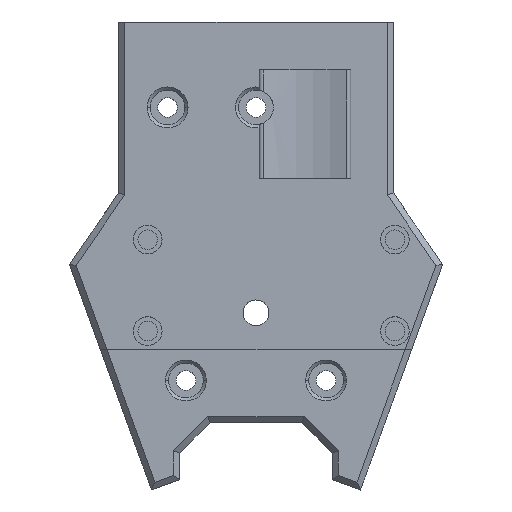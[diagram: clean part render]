
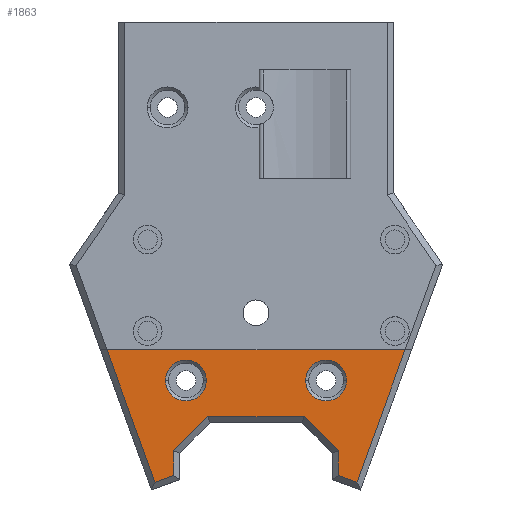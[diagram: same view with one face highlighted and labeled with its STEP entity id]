
A CAD part, top view. The second image highlights one B-rep face of the part: STEP entity #1863.
In plain terms, the highlighted planar face has unit normal (0, 0, 1).
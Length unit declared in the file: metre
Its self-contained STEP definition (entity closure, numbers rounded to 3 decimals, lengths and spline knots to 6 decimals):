
#64=PLANE('',#2072);
#166=LINE('',#3039,#328);
#169=LINE('',#3045,#331);
#172=LINE('',#3051,#334);
#175=LINE('',#3057,#337);
#177=LINE('',#3062,#339);
#182=LINE('',#3072,#344);
#185=LINE('',#3078,#347);
#188=LINE('',#3084,#350);
#189=LINE('',#3086,#351);
#204=LINE('',#3125,#366);
#328=VECTOR('',#2446,1.);
#331=VECTOR('',#2451,1.);
#334=VECTOR('',#2456,1.);
#337=VECTOR('',#2461,1.);
#339=VECTOR('',#2465,1.);
#344=VECTOR('',#2472,1.);
#347=VECTOR('',#2477,1.);
#350=VECTOR('',#2482,1.);
#351=VECTOR('',#2485,1.);
#366=VECTOR('',#2532,1.);
#787=ORIENTED_EDGE('',*,*,#1181,.F.);
#788=ORIENTED_EDGE('',*,*,#971,.F.);
#789=ORIENTED_EDGE('',*,*,#1097,.T.);
#790=ORIENTED_EDGE('',*,*,#1120,.T.);
#791=ORIENTED_EDGE('',*,*,#1119,.T.);
#792=ORIENTED_EDGE('',*,*,#1116,.T.);
#793=ORIENTED_EDGE('',*,*,#1113,.T.);
#794=ORIENTED_EDGE('',*,*,#1108,.T.);
#795=ORIENTED_EDGE('',*,*,#1143,.F.);
#796=ORIENTED_EDGE('',*,*,#1106,.T.);
#797=ORIENTED_EDGE('',*,*,#1103,.T.);
#798=ORIENTED_EDGE('',*,*,#1100,.T.);
#799=ORIENTED_EDGE('',*,*,#1182,.F.);
#800=ORIENTED_EDGE('',*,*,#967,.F.);
#967=EDGE_CURVE('',#1232,#1233,#1387,.T.);
#971=EDGE_CURVE('',#1236,#1237,#1389,.T.);
#1097=EDGE_CURVE('',#1327,#1329,#166,.T.);
#1100=EDGE_CURVE('',#1330,#1327,#169,.T.);
#1103=EDGE_CURVE('',#1333,#1330,#172,.T.);
#1106=EDGE_CURVE('',#1334,#1333,#175,.T.);
#1108=EDGE_CURVE('',#1338,#1337,#177,.T.);
#1113=EDGE_CURVE('',#1341,#1338,#182,.T.);
#1116=EDGE_CURVE('',#1343,#1341,#185,.T.);
#1119=EDGE_CURVE('',#1344,#1343,#188,.T.);
#1120=EDGE_CURVE('',#1329,#1344,#189,.T.);
#1143=EDGE_CURVE('',#1334,#1337,#204,.T.);
#1181=EDGE_CURVE('',#1237,#1236,#1459,.T.);
#1182=EDGE_CURVE('',#1233,#1232,#1460,.T.);
#1232=VERTEX_POINT('',#2763);
#1233=VERTEX_POINT('',#2765);
#1236=VERTEX_POINT('',#2772);
#1237=VERTEX_POINT('',#2774);
#1327=VERTEX_POINT('',#3034);
#1329=VERTEX_POINT('',#3038);
#1330=VERTEX_POINT('',#3042);
#1333=VERTEX_POINT('',#3049);
#1334=VERTEX_POINT('',#3054);
#1337=VERTEX_POINT('',#3061);
#1338=VERTEX_POINT('',#3063);
#1341=VERTEX_POINT('',#3070);
#1343=VERTEX_POINT('',#3076);
#1344=VERTEX_POINT('',#3081);
#1387=CIRCLE('',#1929,0.00335);
#1389=CIRCLE('',#1932,0.00335);
#1459=CIRCLE('',#2073,0.00335);
#1460=CIRCLE('',#2074,0.00335);
#1570=EDGE_LOOP('',(#787,#788));
#1571=EDGE_LOOP('',(#789,#790,#791,#792,#793,#794,#795,#796,#797,#798));
#1572=EDGE_LOOP('',(#799,#800));
#1705=FACE_BOUND('',#1570,.T.);
#1706=FACE_BOUND('',#1571,.T.);
#1707=FACE_BOUND('',#1572,.T.);
#1863=ADVANCED_FACE('',(#1705,#1706,#1707),#64,.T.);
#1929=AXIS2_PLACEMENT_3D('',#2764,#2180,#2181);
#1932=AXIS2_PLACEMENT_3D('',#2773,#2188,#2189);
#2072=AXIS2_PLACEMENT_3D('',#3192,#2606,#2607);
#2073=AXIS2_PLACEMENT_3D('',#3193,#2608,#2609);
#2074=AXIS2_PLACEMENT_3D('',#3194,#2610,#2611);
#2180=DIRECTION('',(0.,0.,1.));
#2181=DIRECTION('',(1.,0.,0.));
#2188=DIRECTION('',(0.,0.,1.));
#2189=DIRECTION('',(1.,0.,0.));
#2446=DIRECTION('',(0.707,0.707,0.));
#2451=DIRECTION('',(0.,1.,0.));
#2456=DIRECTION('',(0.94,0.342,0.));
#2461=DIRECTION('',(0.342,-0.94,0.));
#2465=DIRECTION('',(0.342,0.94,0.));
#2472=DIRECTION('',(0.94,-0.342,0.));
#2477=DIRECTION('',(0.,-1.,0.));
#2482=DIRECTION('',(0.707,-0.707,0.));
#2485=DIRECTION('',(1.,0.,0.));
#2532=DIRECTION('',(1.,0.,0.));
#2606=DIRECTION('',(0.,0.,1.));
#2607=DIRECTION('',(1.,0.,0.));
#2608=DIRECTION('',(0.,0.,1.));
#2609=DIRECTION('',(1.,0.,0.));
#2610=DIRECTION('',(0.,0.,1.));
#2611=DIRECTION('',(1.,0.,0.));
#2763=CARTESIAN_POINT('',(0.211854,0.138233,0.148238));
#2764=CARTESIAN_POINT('',(0.215204,0.138233,0.148238));
#2765=CARTESIAN_POINT('',(0.218554,0.138233,0.148238));
#2772=CARTESIAN_POINT('',(0.234841,0.138233,0.148238));
#2773=CARTESIAN_POINT('',(0.238191,0.138233,0.148238));
#2774=CARTESIAN_POINT('',(0.241541,0.138233,0.148238));
#3034=CARTESIAN_POINT('',(0.213197,0.126725,0.148238));
#3038=CARTESIAN_POINT('',(0.218783,0.132311,0.148238));
#3039=CARTESIAN_POINT('',(0.217797,0.131325,0.148238));
#3042=CARTESIAN_POINT('',(0.213197,0.122678,0.148238));
#3045=CARTESIAN_POINT('',(0.213197,0.126311,0.148238));
#3049=CARTESIAN_POINT('',(0.210153,0.12157,0.148238));
#3051=CARTESIAN_POINT('',(0.236672,0.131222,0.148238));
#3054=CARTESIAN_POINT('',(0.202268,0.143233,0.148238));
#3057=CARTESIAN_POINT('',(0.200178,0.148974,0.148238));
#3061=CARTESIAN_POINT('',(0.251127,0.143233,0.148238));
#3062=CARTESIAN_POINT('',(0.253216,0.148974,0.148238));
#3063=CARTESIAN_POINT('',(0.243242,0.12157,0.148238));
#3070=CARTESIAN_POINT('',(0.240197,0.122678,0.148238));
#3072=CARTESIAN_POINT('',(0.216723,0.131222,0.148238));
#3076=CARTESIAN_POINT('',(0.240197,0.126725,0.148238));
#3078=CARTESIAN_POINT('',(0.240197,0.158627,0.148238));
#3081=CARTESIAN_POINT('',(0.234611,0.132311,0.148238));
#3084=CARTESIAN_POINT('',(0.217497,0.149426,0.148238));
#3086=CARTESIAN_POINT('',(0.226457,0.132311,0.148238));
#3125=CARTESIAN_POINT('',(0.226697,0.143233,0.148238));
#3192=CARTESIAN_POINT('',(0.226697,0.158627,0.148238));
#3193=CARTESIAN_POINT('',(0.238191,0.138233,0.148238));
#3194=CARTESIAN_POINT('',(0.215204,0.138233,0.148238));
